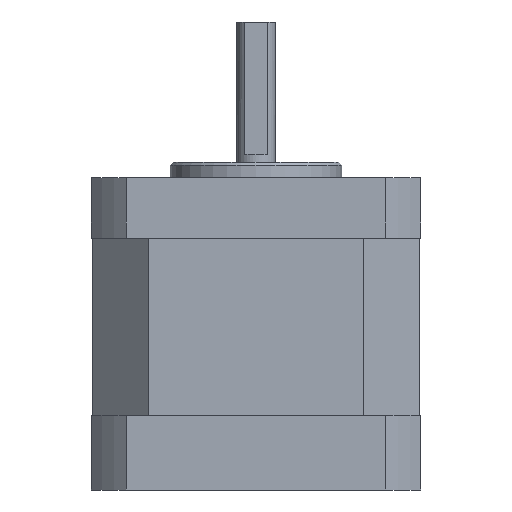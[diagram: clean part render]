
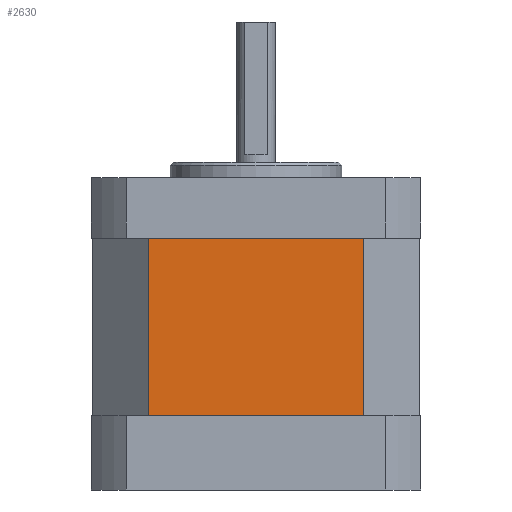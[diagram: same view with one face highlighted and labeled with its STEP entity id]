
A CAD part, left-side view. The second image highlights one B-rep face of the part: STEP entity #2630.
In plain terms, the highlighted planar face has unit normal (-1, 0, 0).
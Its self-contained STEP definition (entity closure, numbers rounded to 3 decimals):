
#208 = PLANE('',#209);
#209 = AXIS2_PLACEMENT_3D('',#210,#211,#212);
#210 = CARTESIAN_POINT('',(-16.65,-21.15,9.6));
#211 = DIRECTION('',(0.,0.,-1.));
#212 = DIRECTION('',(-1.,0.,0.));
#1257 = VERTEX_POINT('',#1258);
#1258 = CARTESIAN_POINT('',(-21.,13.75,9.6));
#1272 = PLANE('',#1273);
#1273 = AXIS2_PLACEMENT_3D('',#1274,#1275,#1276);
#1274 = CARTESIAN_POINT('',(-21.,13.75,9.6));
#1275 = DIRECTION('',(-0.707,0.707,0.));
#1276 = DIRECTION('',(0.707,0.707,0.));
#1284 = EDGE_CURVE('',#1285,#1257,#1287,.T.);
#1285 = VERTEX_POINT('',#1286);
#1286 = CARTESIAN_POINT('',(-21.,-13.75,9.6));
#1287 = SURFACE_CURVE('',#1288,(#1292,#1299),.PCURVE_S1.);
#1288 = LINE('',#1289,#1290);
#1289 = CARTESIAN_POINT('',(-21.,-13.75,9.6));
#1290 = VECTOR('',#1291,1.);
#1291 = DIRECTION('',(0.,1.,0.));
#1292 = PCURVE('',#208,#1293);
#1293 = DEFINITIONAL_REPRESENTATION('',(#1294),#1298);
#1294 = LINE('',#1295,#1296);
#1295 = CARTESIAN_POINT('',(4.35,7.4));
#1296 = VECTOR('',#1297,1.);
#1297 = DIRECTION('',(0.,1.));
#1298 = ( GEOMETRIC_REPRESENTATION_CONTEXT(2) 
PARAMETRIC_REPRESENTATION_CONTEXT() REPRESENTATION_CONTEXT('2D SPACE',''
  ) );
#1299 = PCURVE('',#1300,#1305);
#1300 = PLANE('',#1301);
#1301 = AXIS2_PLACEMENT_3D('',#1302,#1303,#1304);
#1302 = CARTESIAN_POINT('',(-21.,-13.75,9.6));
#1303 = DIRECTION('',(-1.,0.,0.));
#1304 = DIRECTION('',(0.,1.,0.));
#1305 = DEFINITIONAL_REPRESENTATION('',(#1306),#1310);
#1306 = LINE('',#1307,#1308);
#1307 = CARTESIAN_POINT('',(0.,0.));
#1308 = VECTOR('',#1309,1.);
#1309 = DIRECTION('',(1.,0.));
#1310 = ( GEOMETRIC_REPRESENTATION_CONTEXT(2) 
PARAMETRIC_REPRESENTATION_CONTEXT() REPRESENTATION_CONTEXT('2D SPACE',''
  ) );
#1328 = PLANE('',#1329);
#1329 = AXIS2_PLACEMENT_3D('',#1330,#1331,#1332);
#1330 = CARTESIAN_POINT('',(-13.75,-21.,9.6));
#1331 = DIRECTION('',(-0.707,-0.707,0.));
#1332 = DIRECTION('',(-0.707,0.707,0.));
#2380 = PLANE('',#2381);
#2381 = AXIS2_PLACEMENT_3D('',#2382,#2383,#2384);
#2382 = CARTESIAN_POINT('',(-16.65,-21.15,32.35));
#2383 = DIRECTION('',(0.,0.,-1.));
#2384 = DIRECTION('',(-1.,0.,0.));
#2587 = VERTEX_POINT('',#2588);
#2588 = CARTESIAN_POINT('',(-21.,-13.75,32.35));
#2609 = EDGE_CURVE('',#1285,#2587,#2610,.T.);
#2610 = SURFACE_CURVE('',#2611,(#2615,#2622),.PCURVE_S1.);
#2611 = LINE('',#2612,#2613);
#2612 = CARTESIAN_POINT('',(-21.,-13.75,9.6));
#2613 = VECTOR('',#2614,1.);
#2614 = DIRECTION('',(0.,0.,1.));
#2615 = PCURVE('',#1328,#2616);
#2616 = DEFINITIONAL_REPRESENTATION('',(#2617),#2621);
#2617 = LINE('',#2618,#2619);
#2618 = CARTESIAN_POINT('',(10.253,0.));
#2619 = VECTOR('',#2620,1.);
#2620 = DIRECTION('',(0.,-1.));
#2621 = ( GEOMETRIC_REPRESENTATION_CONTEXT(2) 
PARAMETRIC_REPRESENTATION_CONTEXT() REPRESENTATION_CONTEXT('2D SPACE',''
  ) );
#2622 = PCURVE('',#1300,#2623);
#2623 = DEFINITIONAL_REPRESENTATION('',(#2624),#2628);
#2624 = LINE('',#2625,#2626);
#2625 = CARTESIAN_POINT('',(0.,0.));
#2626 = VECTOR('',#2627,1.);
#2627 = DIRECTION('',(0.,-1.));
#2628 = ( GEOMETRIC_REPRESENTATION_CONTEXT(2) 
PARAMETRIC_REPRESENTATION_CONTEXT() REPRESENTATION_CONTEXT('2D SPACE',''
  ) );
#2630 = ADVANCED_FACE('',(#2631),#1300,.T.);
#2631 = FACE_BOUND('',#2632,.T.);
#2632 = EDGE_LOOP('',(#2633,#2634,#2657,#2678));
#2633 = ORIENTED_EDGE('',*,*,#2609,.T.);
#2634 = ORIENTED_EDGE('',*,*,#2635,.T.);
#2635 = EDGE_CURVE('',#2587,#2636,#2638,.T.);
#2636 = VERTEX_POINT('',#2637);
#2637 = CARTESIAN_POINT('',(-21.,13.75,32.35));
#2638 = SURFACE_CURVE('',#2639,(#2643,#2650),.PCURVE_S1.);
#2639 = LINE('',#2640,#2641);
#2640 = CARTESIAN_POINT('',(-21.,-13.75,32.35));
#2641 = VECTOR('',#2642,1.);
#2642 = DIRECTION('',(0.,1.,0.));
#2643 = PCURVE('',#1300,#2644);
#2644 = DEFINITIONAL_REPRESENTATION('',(#2645),#2649);
#2645 = LINE('',#2646,#2647);
#2646 = CARTESIAN_POINT('',(0.,-22.75));
#2647 = VECTOR('',#2648,1.);
#2648 = DIRECTION('',(1.,0.));
#2649 = ( GEOMETRIC_REPRESENTATION_CONTEXT(2) 
PARAMETRIC_REPRESENTATION_CONTEXT() REPRESENTATION_CONTEXT('2D SPACE',''
  ) );
#2650 = PCURVE('',#2380,#2651);
#2651 = DEFINITIONAL_REPRESENTATION('',(#2652),#2656);
#2652 = LINE('',#2653,#2654);
#2653 = CARTESIAN_POINT('',(4.35,7.4));
#2654 = VECTOR('',#2655,1.);
#2655 = DIRECTION('',(0.,1.));
#2656 = ( GEOMETRIC_REPRESENTATION_CONTEXT(2) 
PARAMETRIC_REPRESENTATION_CONTEXT() REPRESENTATION_CONTEXT('2D SPACE',''
  ) );
#2657 = ORIENTED_EDGE('',*,*,#2658,.F.);
#2658 = EDGE_CURVE('',#1257,#2636,#2659,.T.);
#2659 = SURFACE_CURVE('',#2660,(#2664,#2671),.PCURVE_S1.);
#2660 = LINE('',#2661,#2662);
#2661 = CARTESIAN_POINT('',(-21.,13.75,9.6));
#2662 = VECTOR('',#2663,1.);
#2663 = DIRECTION('',(0.,0.,1.));
#2664 = PCURVE('',#1300,#2665);
#2665 = DEFINITIONAL_REPRESENTATION('',(#2666),#2670);
#2666 = LINE('',#2667,#2668);
#2667 = CARTESIAN_POINT('',(27.5,0.));
#2668 = VECTOR('',#2669,1.);
#2669 = DIRECTION('',(0.,-1.));
#2670 = ( GEOMETRIC_REPRESENTATION_CONTEXT(2) 
PARAMETRIC_REPRESENTATION_CONTEXT() REPRESENTATION_CONTEXT('2D SPACE',''
  ) );
#2671 = PCURVE('',#1272,#2672);
#2672 = DEFINITIONAL_REPRESENTATION('',(#2673),#2677);
#2673 = LINE('',#2674,#2675);
#2674 = CARTESIAN_POINT('',(0.,0.));
#2675 = VECTOR('',#2676,1.);
#2676 = DIRECTION('',(0.,-1.));
#2677 = ( GEOMETRIC_REPRESENTATION_CONTEXT(2) 
PARAMETRIC_REPRESENTATION_CONTEXT() REPRESENTATION_CONTEXT('2D SPACE',''
  ) );
#2678 = ORIENTED_EDGE('',*,*,#1284,.F.);
